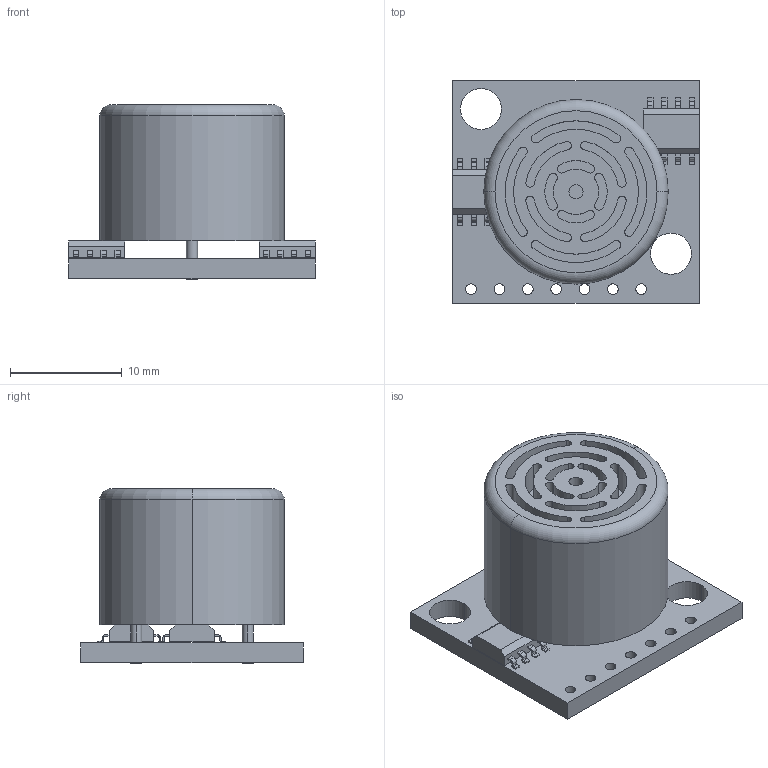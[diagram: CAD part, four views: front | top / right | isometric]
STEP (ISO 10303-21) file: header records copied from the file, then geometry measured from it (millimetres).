
FILE_DESCRIPTION((''),'2;1');
FILE_NAME('LV-MaxSonar.stp','2008-01-02T16:57:55',('Owner'),(''),'Autodesk Inventor (R) 6.0','Autodesk Inventor (R) 6.0','');
FILE_SCHEMA(('AUTOMOTIVE_DESIGN { 1 0 10303 214 1 1 1 1 }'));
Length unit declared in the file: inch
Products named in the file (4): LV-MaxSonar; LV-Maxsonar PCB; 8 Pin SMT; Maxsonar Transducer
Assembly tree (4 placements, depth 2):
  LV-MaxSonar
    LV-Maxsonar PCB
    8 Pin SMT  x2
    Maxsonar Transducer
Bounding box: 22.1 x 19.94 x 15.62 mm (x, y, z)
Volume: 3261.1 mm3; surface area: 2677.7 mm2
Topology: 4 solids, 4 shells, 327 faces, 862 edges, 574 vertices
Faces by surface type: bspline 132, plane 109, cylinder 84, torus 2
Entity records: 7361 total; most frequent: CARTESIAN_POINT 1977, ORIENTED_EDGE 1112, DIRECTION 1066, EDGE_CURVE 556, VERTEX_POINT 370, AXIS2_PLACEMENT_3D 367, VECTOR 332, LINE 332
